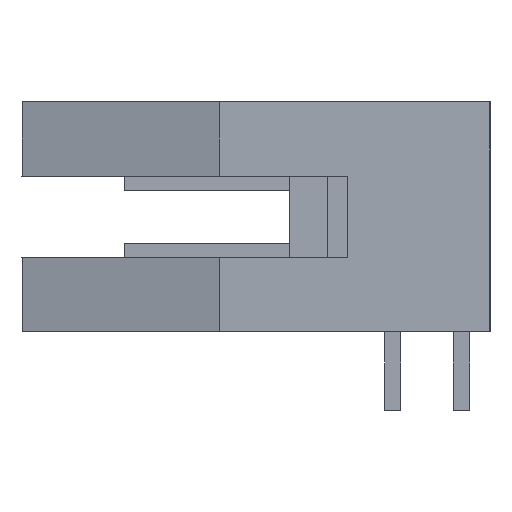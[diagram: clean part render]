
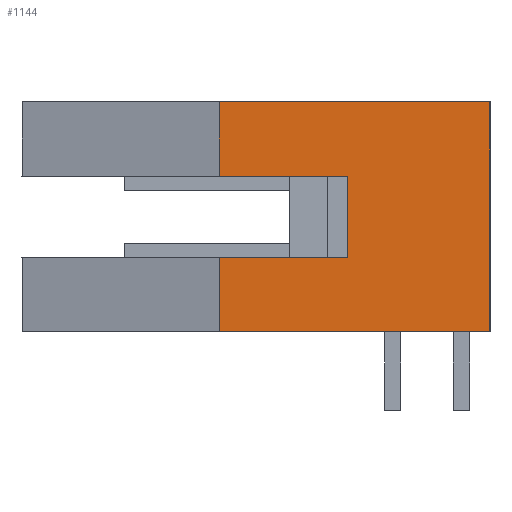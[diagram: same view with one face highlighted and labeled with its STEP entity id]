
A CAD part, left-side view. The second image highlights one B-rep face of the part: STEP entity #1144.
In plain terms, the highlighted planar face has unit normal (-1, 0, 0).
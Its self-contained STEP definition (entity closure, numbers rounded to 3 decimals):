
#1144=ADVANCED_FACE('',(#1749),#1449,.T.);
#1449=PLANE('',#6900);
#1749=FACE_OUTER_BOUND('',#2056,.T.);
#2056=EDGE_LOOP('',(#3207,#3208,#3209,#3210,#3211,#3212,#3213,#3214));
#3207=ORIENTED_EDGE('',*,*,#4949,.T.);
#3208=ORIENTED_EDGE('',*,*,#4948,.F.);
#3209=ORIENTED_EDGE('',*,*,#4950,.T.);
#3210=ORIENTED_EDGE('',*,*,#4951,.T.);
#3211=ORIENTED_EDGE('',*,*,#4952,.T.);
#3212=ORIENTED_EDGE('',*,*,#4938,.F.);
#3213=ORIENTED_EDGE('',*,*,#4953,.T.);
#3214=ORIENTED_EDGE('',*,*,#4954,.T.);
#4202=VERTEX_POINT('',#9763);
#4203=VERTEX_POINT('',#9765);
#4210=VERTEX_POINT('',#9782);
#4211=VERTEX_POINT('',#9784);
#4212=VERTEX_POINT('',#9788);
#4213=VERTEX_POINT('',#9790);
#4214=VERTEX_POINT('',#9792);
#4215=VERTEX_POINT('',#9795);
#4938=EDGE_CURVE('',#4202,#4203,#5721,.T.);
#4948=EDGE_CURVE('',#4211,#4210,#5731,.T.);
#4949=EDGE_CURVE('',#4212,#4210,#5732,.T.);
#4950=EDGE_CURVE('',#4211,#4213,#5733,.T.);
#4951=EDGE_CURVE('',#4213,#4214,#5734,.T.);
#4952=EDGE_CURVE('',#4214,#4203,#5735,.T.);
#4953=EDGE_CURVE('',#4202,#4215,#5736,.T.);
#4954=EDGE_CURVE('',#4215,#4212,#5737,.T.);
#5721=LINE('',#9764,#6498);
#5731=LINE('',#9785,#6508);
#5732=LINE('',#9787,#6509);
#5733=LINE('',#9789,#6510);
#5734=LINE('',#9791,#6511);
#5735=LINE('',#9793,#6512);
#5736=LINE('',#9794,#6513);
#5737=LINE('',#9796,#6514);
#6498=VECTOR('',#8142,1.);
#6508=VECTOR('',#8156,1.);
#6509=VECTOR('',#8159,1.);
#6510=VECTOR('',#8160,1.);
#6511=VECTOR('',#8161,1.);
#6512=VECTOR('',#8162,1.);
#6513=VECTOR('',#8163,1.);
#6514=VECTOR('',#8164,1.);
#6900=AXIS2_PLACEMENT_3D('',#9797,#8165,#8166);
#8142=DIRECTION('',(0.,0.,1.));
#8156=DIRECTION('',(0.,0.,1.));
#8159=DIRECTION('',(0.,1.,0.));
#8160=DIRECTION('',(0.,-1.,0.));
#8161=DIRECTION('',(0.,0.,1.));
#8162=DIRECTION('',(0.,1.,0.));
#8163=DIRECTION('',(0.,-1.,0.));
#8164=DIRECTION('',(0.,0.,-1.));
#8165=DIRECTION('',(-1.,0.,0.));
#8166=DIRECTION('',(0.,-1.,0.));
#9763=CARTESIAN_POINT('',(-31.573,12.59,5.75));
#9764=CARTESIAN_POINT('',(-31.573,12.59,5.75));
#9765=CARTESIAN_POINT('',(-31.573,12.59,8.5));
#9782=CARTESIAN_POINT('',(-31.573,12.59,2.75));
#9784=CARTESIAN_POINT('',(-31.573,12.59,0.));
#9785=CARTESIAN_POINT('',(-31.573,12.59,0.));
#9787=CARTESIAN_POINT('',(-31.573,7.84,2.75));
#9788=CARTESIAN_POINT('',(-31.573,7.84,2.75));
#9789=CARTESIAN_POINT('',(-31.573,12.59,0.));
#9790=CARTESIAN_POINT('',(-31.573,2.59,0.));
#9791=CARTESIAN_POINT('',(-31.573,2.59,0.));
#9792=CARTESIAN_POINT('',(-31.573,2.59,8.5));
#9793=CARTESIAN_POINT('',(-31.573,2.59,8.5));
#9794=CARTESIAN_POINT('',(-31.573,12.59,5.75));
#9795=CARTESIAN_POINT('',(-31.573,7.84,5.75));
#9796=CARTESIAN_POINT('',(-31.573,7.84,5.75));
#9797=CARTESIAN_POINT('',(-31.573,12.59,0.));
